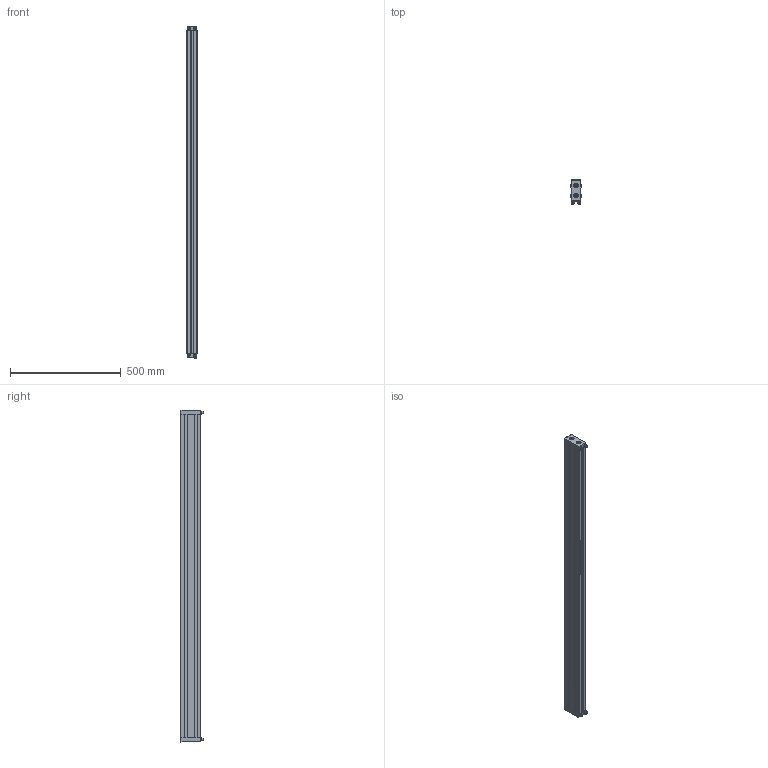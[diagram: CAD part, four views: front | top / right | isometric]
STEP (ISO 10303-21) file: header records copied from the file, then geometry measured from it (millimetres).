
FILE_DESCRIPTION (( 'STEP AP214' ), '1' );
FILE_NAME ('S1345PA1500.STEP', '2019-09-05T14:36:47', ( '' ), ( '' ), 'SwSTEP 2.0', 'SolidWorks 2019', '' );
FILE_SCHEMA (( 'AUTOMOTIVE_DESIGN' ));
Length unit declared in the file: inch
Products named in the file (1): S1345PA1500
Bounding box: 46.52 x 106.35 x 1500 mm (x, y, z)
Volume: 2994269.4 mm3; surface area: 1680088.4 mm2
Topology: 25 solids, 25 shells, 1185 faces, 3189 edges, 2070 vertices
Faces by surface type: plane 600, cylinder 389, cone 128, bspline 36, torus 32
Entity records: 69550 total; most frequent: CARTESIAN_POINT 24689, ORIENTED_EDGE 6346, DIRECTION 5715, EDGE_CURVE 3173, VERTEX_POINT 2070, AXIS2_PLACEMENT_3D 1968, VECTOR 1779, LINE 1779
